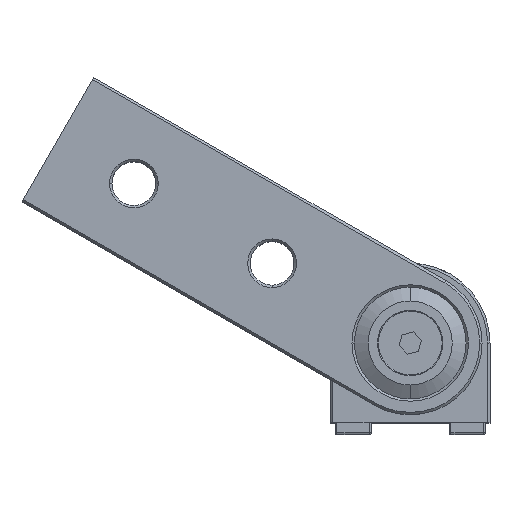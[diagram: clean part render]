
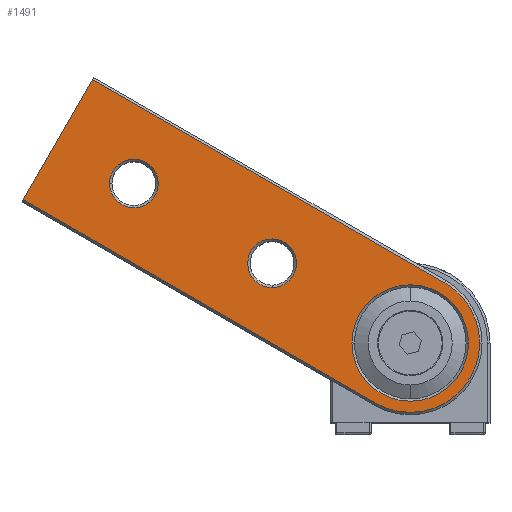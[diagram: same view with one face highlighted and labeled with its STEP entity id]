
A CAD part, top view. The second image highlights one B-rep face of the part: STEP entity #1491.
In plain terms, the highlighted planar face has unit normal (0, 0, 1).
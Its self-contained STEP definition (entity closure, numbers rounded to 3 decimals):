
#1491=ADVANCED_FACE('NONE',(#3062,#3063,#3064,#3065),#3066,.T.);
#3062=FACE_OUTER_BOUND('',#6821,.T.);
#3063=FACE_BOUND('',#6822,.T.);
#3064=FACE_BOUND('',#6823,.T.);
#3065=FACE_BOUND('',#6824,.T.);
#3066=PLANE('',#6825);
#6821=EDGE_LOOP('',(#10728,#10729,#10730,#10731,#10732));
#6822=EDGE_LOOP('',(#10733,#10734));
#6823=EDGE_LOOP('',(#10735,#10736));
#6824=EDGE_LOOP('',(#10737,#10738));
#6825=AXIS2_PLACEMENT_3D('',#10739,#10740,#10741);
#10728=ORIENTED_EDGE('',*,*,#13093,.F.);
#10729=ORIENTED_EDGE('',*,*,#13114,.T.);
#10730=ORIENTED_EDGE('',*,*,#13115,.T.);
#10731=ORIENTED_EDGE('',*,*,#13018,.T.);
#10732=ORIENTED_EDGE('',*,*,#13116,.T.);
#10733=ORIENTED_EDGE('',*,*,#13070,.T.);
#10734=ORIENTED_EDGE('',*,*,#13117,.T.);
#10735=ORIENTED_EDGE('',*,*,#13075,.T.);
#10736=ORIENTED_EDGE('',*,*,#13118,.T.);
#10737=ORIENTED_EDGE('',*,*,#13080,.T.);
#10738=ORIENTED_EDGE('',*,*,#13119,.T.);
#10739=CARTESIAN_POINT('',(0.,10.0,13.2));
#10740=DIRECTION('',(0.,0.,1.0));
#10741=DIRECTION('',(1.0,0.,0.0));
#13018=EDGE_CURVE('NONE',#15378,#15382,#15384,.T.);
#13070=EDGE_CURVE('NONE',#15472,#15470,#15473,.T.);
#13075=EDGE_CURVE('NONE',#15480,#15478,#15481,.T.);
#13080=EDGE_CURVE('NONE',#15488,#15486,#15489,.T.);
#13093=EDGE_CURVE('NONE',#15505,#15506,#15507,.T.);
#13114=EDGE_CURVE('NONE',#15505,#15533,#15534,.T.);
#13115=EDGE_CURVE('NONE',#15533,#15378,#15535,.T.);
#13116=EDGE_CURVE('NONE',#15382,#15506,#15536,.T.);
#13117=EDGE_CURVE('NONE',#15470,#15472,#15537,.T.);
#13118=EDGE_CURVE('NONE',#15478,#15480,#15538,.T.);
#13119=EDGE_CURVE('NONE',#15486,#15488,#15539,.T.);
#15378=VERTEX_POINT('',#21023);
#15382=VERTEX_POINT('NONE',#21028);
#15384=CIRCLE('',#21031,8.7);
#15470=VERTEX_POINT('NONE',#21135);
#15472=VERTEX_POINT('NONE',#21138);
#15473=CIRCLE('',#21139,3.05);
#15478=VERTEX_POINT('NONE',#21145);
#15480=VERTEX_POINT('NONE',#21148);
#15481=CIRCLE('',#21149,3.05);
#15486=VERTEX_POINT('NONE',#21155);
#15488=VERTEX_POINT('NONE',#21158);
#15489=CIRCLE('',#21159,7.3);
#15505=VERTEX_POINT('NONE',#21179);
#15506=VERTEX_POINT('NONE',#21180);
#15507=LINE('',#21181,#21182);
#15533=VERTEX_POINT('NONE',#21217);
#15534=LINE('',#21218,#21219);
#15535=CIRCLE('',#21220,8.7);
#15536=LINE('',#21221,#21222);
#15537=CIRCLE('',#21223,3.05);
#15538=CIRCLE('',#21224,3.05);
#15539=CIRCLE('',#21225,7.3);
#21023=CARTESIAN_POINT('',(8.7,10.0,13.2));
#21028=CARTESIAN_POINT('',(4.35,17.534,13.2));
#21031=AXIS2_PLACEMENT_3D('',#23455,#23456,#23457);
#21135=CARTESIAN_POINT('',(-17.321,23.05,13.2));
#21138=CARTESIAN_POINT('',(-17.321,16.95,13.2));
#21139=AXIS2_PLACEMENT_3D('',#23543,#23544,#23545);
#21145=CARTESIAN_POINT('',(-37.691,30.,13.2));
#21148=CARTESIAN_POINT('',(-31.591,30.,13.2));
#21149=AXIS2_PLACEMENT_3D('',#23551,#23552,#23553);
#21155=CARTESIAN_POINT('',(-7.3,10.0,13.2));
#21158=CARTESIAN_POINT('',(7.3,10.0,13.2));
#21159=AXIS2_PLACEMENT_3D('',#23559,#23560,#23561);
#21179=CARTESIAN_POINT('',(-48.517,27.966,13.2));
#21180=CARTESIAN_POINT('',(-39.817,43.034,13.2));
#21181=CARTESIAN_POINT('',(-39.667,43.294,13.2));
#21182=VECTOR('',#23581,1000.0);
#21217=CARTESIAN_POINT('',(-4.35,2.466,13.2));
#21218=CARTESIAN_POINT('',(-48.517,27.966,13.2));
#21219=VECTOR('',#23603,1000.0);
#21220=AXIS2_PLACEMENT_3D('',#23604,#23605,#23606);
#21221=CARTESIAN_POINT('',(4.35,17.534,13.2));
#21222=VECTOR('',#23607,1000.0);
#21223=AXIS2_PLACEMENT_3D('',#23608,#23609,#23610);
#21224=AXIS2_PLACEMENT_3D('',#23611,#23612,#23613);
#21225=AXIS2_PLACEMENT_3D('',#23614,#23615,#23616);
#23455=CARTESIAN_POINT('',(0.,10.0,13.2));
#23456=DIRECTION('',(0.0,0.,1.0));
#23457=DIRECTION('',(-1.0,0.0,0.0));
#23543=CARTESIAN_POINT('',(-17.321,20.,13.2));
#23544=DIRECTION('',(0.,0.,-1.0));
#23545=DIRECTION('',(0.0,-1.0,0.));
#23551=CARTESIAN_POINT('',(-34.641,30.,13.2));
#23552=DIRECTION('',(0.0,0.0,-1.0));
#23553=DIRECTION('',(1.0,0.0,0.0));
#23559=CARTESIAN_POINT('',(0.,10.0,13.2));
#23560=DIRECTION('',(0.0,0.,-1.0));
#23561=DIRECTION('',(1.0,0.0,0.0));
#23581=DIRECTION('',(0.5,0.866,-0.0));
#23603=DIRECTION('',(0.866,-0.5,0.0));
#23604=CARTESIAN_POINT('',(0.,10.0,13.2));
#23605=DIRECTION('',(0.0,0.,1.0));
#23606=DIRECTION('',(-1.0,0.0,0.0));
#23607=DIRECTION('',(-0.866,0.5,0.));
#23608=CARTESIAN_POINT('',(-17.321,20.,13.2));
#23609=DIRECTION('',(0.,0.,-1.0));
#23610=DIRECTION('',(0.0,-1.0,0.));
#23611=CARTESIAN_POINT('',(-34.641,30.,13.2));
#23612=DIRECTION('',(0.0,0.0,-1.0));
#23613=DIRECTION('',(1.0,0.0,0.0));
#23614=CARTESIAN_POINT('',(0.,10.0,13.2));
#23615=DIRECTION('',(0.0,0.,-1.0));
#23616=DIRECTION('',(1.0,0.0,0.0));
